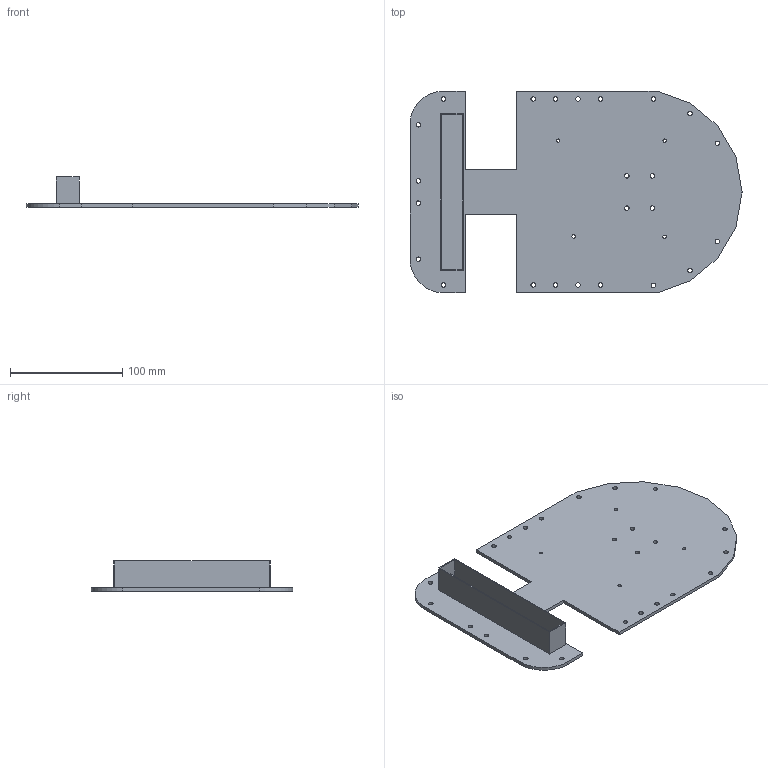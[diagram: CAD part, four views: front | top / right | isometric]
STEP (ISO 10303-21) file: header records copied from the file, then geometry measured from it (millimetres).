
FILE_DESCRIPTION(/* description */ (''),/* implementation_level */ '2;1');
FILE_NAME(/* name */ '底盘.step',/* time_stamp */ '2022-10-07T22:18:44+08:00',/* author */ (''),/* organization */ (''),/* preprocessor_version */ 'ST-DEVELOPER v19',/* originating_system */ 'Autodesk Translation Framework v11.7.0.108',/* authorisation */ '');
FILE_SCHEMA (('AUTOMOTIVE_DESIGN { 1 0 10303 214 3 1 1 }'));
Length unit declared in the file: millimetre
Products named in the file (1): 底盘
Bounding box: 296.32 x 180.02 x 27 mm (x, y, z)
Volume: 134541.4 mm3; surface area: 104939.5 mm2
Topology: 1 solids, 1 shells, 63 faces, 177 edges, 118 vertices
Faces by surface type: plane 33, cylinder 30
Full cylindrical faces by diameter (mm): 3 x4, 4 x24
Entity records: 2203 total; most frequent: DIRECTION 365, CARTESIAN_POINT 359, ORIENTED_EDGE 354, EDGE_CURVE 177, AXIS2_PLACEMENT_3D 124, EDGE_LOOP 121, VERTEX_POINT 118, LINE 117
